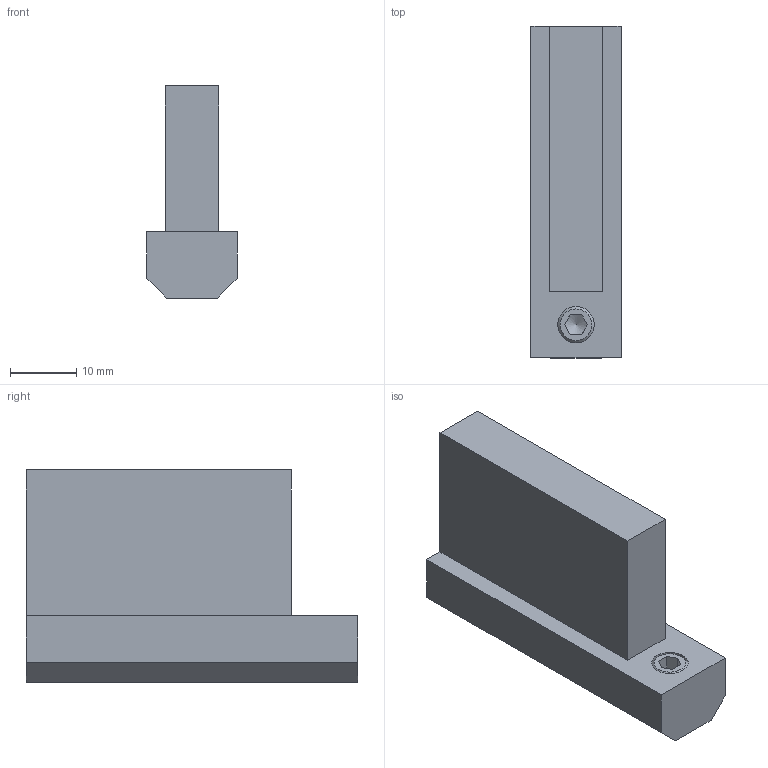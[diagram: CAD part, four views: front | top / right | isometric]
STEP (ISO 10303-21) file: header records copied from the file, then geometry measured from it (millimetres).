
FILE_DESCRIPTION((''),'2;1');
FILE_NAME('620000.ipt.stp','2010-09-05T12:22:50',(''),(''),'Autodesk Inventor 2010','Autodesk Inventor 2010','');
FILE_SCHEMA(('AUTOMOTIVE_DESIGN { 1 0 10303 214 1 1 1 1 }'));
Length unit declared in the file: millimetre
Products named in the file (1): 620000
Bounding box: 13.6 x 50 x 32 mm (x, y, z)
Volume: 13397.4 mm3; surface area: 4944.6 mm2
Topology: 2 solids, 2 shells, 25 faces, 60 edges, 39 vertices
Faces by surface type: plane 20, cone 3, bspline 1, cylinder 1
Full cylindrical faces by diameter (mm): 6 x1
Entity records: 761 total; most frequent: CARTESIAN_POINT 147, ORIENTED_EDGE 108, DIRECTION 104, EDGE_CURVE 54, VECTOR 42, LINE 42, VERTEX_POINT 38, EDGE_LOOP 32
